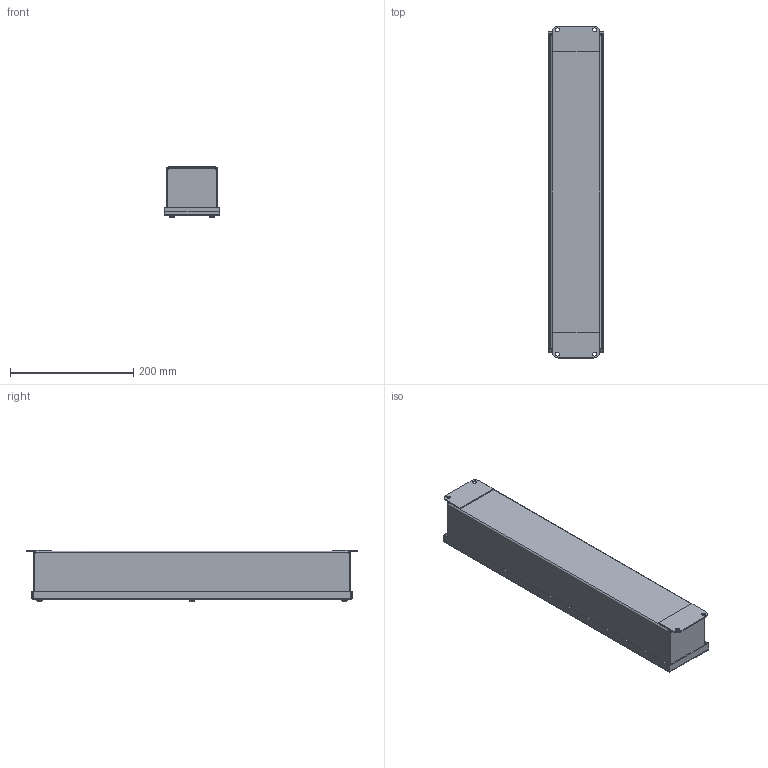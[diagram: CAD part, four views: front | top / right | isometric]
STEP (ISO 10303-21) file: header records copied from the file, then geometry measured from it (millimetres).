
FILE_DESCRIPTION(/* description */ ('20.51X3.56 LID'),/* implementation_level */ '2;1');
FILE_NAME(/* name */ 'PB8.stp',/* time_stamp */ '2017-01-30T20:24:52+06:00',/* author */ ('mgunasekar'),/* organization */ (''),/* preprocessor_version */ 'ST-DEVELOPER v16.1',/* originating_system */ 'Autodesk Inventor 2016',/* authorisation */ '');
FILE_SCHEMA (('AUTOMOTIVE_DESIGN { 1 0 10303 214 3 1 1 }'));
Length unit declared in the file: inch
Products named in the file (9): PB8LID; 39077; 316253; 372163; PB8BKP; 34984; 38837; 3487; PB8
Assembly tree (26 placements, depth 2):
  PB8
    PB8LID
    39077  x6
    316253  x2
    372163  x6
    PB8BKP
    34984  x6
    38837  x2
    3487  x2
Bounding box: 90.42 x 539.75 x 84.02 mm (x, y, z)
Volume: 467856.9 mm3; surface area: 455612.4 mm2
Topology: 26 solids, 26 shells, 782 faces, 1994 edges, 1284 vertices
Faces by surface type: plane 454, cylinder 170, cone 98, torus 34, bspline 20, sphere 6
Full cylindrical faces by diameter (mm): 3.962 x6, 4.826 x8, 4.978 x6, 6.299 x6, 6.35 x6, 6.528 x6, 7.061 x6, 7.137 x6, 7.95 x6, 9.474 x6, 10.312 x6, 11.506 x6
Entity records: 13430 total; most frequent: CARTESIAN_POINT 3164, ORIENTED_EDGE 1990, DIRECTION 1958, EDGE_CURVE 995, LINE 692, VECTOR 692, VERTEX_POINT 651, AXIS2_PLACEMENT_3D 633
